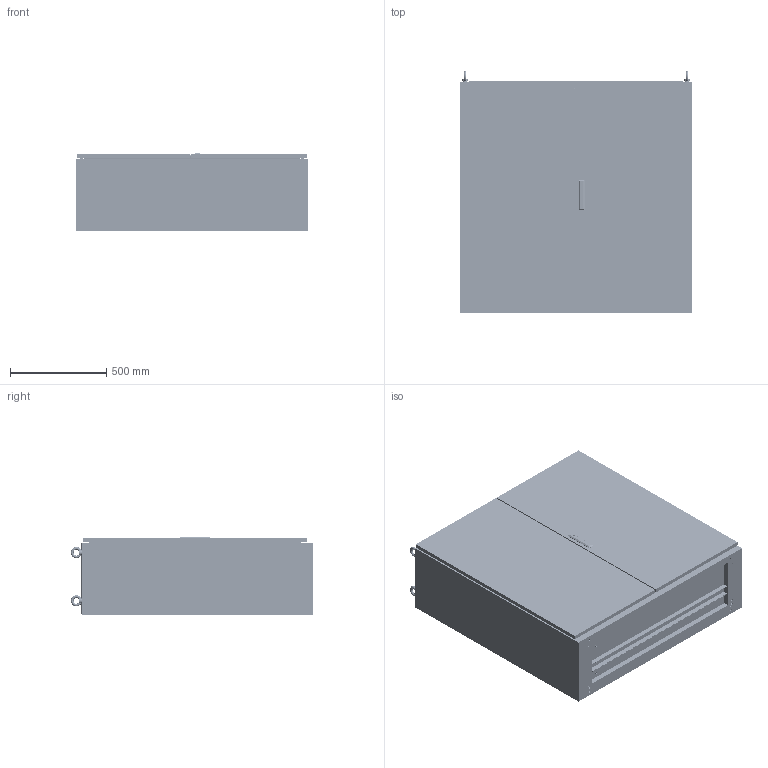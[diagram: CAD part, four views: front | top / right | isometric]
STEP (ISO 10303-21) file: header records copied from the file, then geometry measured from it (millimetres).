
FILE_DESCRIPTION (( 'STEP AP214' ), '1' );
FILE_NAME ('0390-1212-40-17.step', '2022-07-28T11:05:47', ( '' ), ( '' ), 'SwSTEP 2.0', 'SolidWorks 2019', '' );
FILE_SCHEMA (( 'AUTOMOTIVE_DESIGN' ));
Length unit declared in the file: millimetre
Products named in the file (16): Montageplatte_s_1212; rasthalterung_re_s; MontageplatteZubehoer_s; Dachplatte_ss_0390-1200-40-07; TuerGG_s_0395-1212-02-97; arretierwinkel_re_s; arretierwinkel_li_s; TuerLP_s_0395-1212-01-97; MontageplatteKPL_s_0348-1212-00-13; Korpus_ss_1212-40; MPGleitschuh_s; Tuer2_s_0395-1212-05-97; Bodenplattensatz_s_0396-1200-40-03; rasthalterung_li_s; 0390-1212-40-17; 3080-9036-03-48 Schutzleiterschraube
Assembly tree (16 placements, depth 4):
  0390-1212-40-17
    Korpus_ss_1212-40
    Tuer2_s_0395-1212-05-97
      TuerGG_s_0395-1212-02-97
      TuerLP_s_0395-1212-01-97
    Dachplatte_ss_0390-1200-40-07
    Bodenplattensatz_s_0396-1200-40-03
    MontageplatteKPL_s_0348-1212-00-13
      Montageplatte_s_1212
      MontageplatteZubehoer_s
        arretierwinkel_li_s
        arretierwinkel_re_s
        rasthalterung_li_s
        rasthalterung_re_s
        3080-9036-03-48 Schutzleiterschraube
        MPGleitschuh_s  x2
Bounding box: 1200 x 1257.99 x 407.5 mm (x, y, z)
Volume: 15653337.5 mm3; surface area: 15128552.5 mm2
Topology: 68 solids, 68 shells, 5205 faces, 13690 edges, 9037 vertices
Faces by surface type: plane 2890, cylinder 2068, cone 209, torus 24, bspline 14
Entity records: 194491 total; most frequent: CARTESIAN_POINT 30381, DIRECTION 28035, ORIENTED_EDGE 27272, EDGE_CURVE 13636, AXIS2_PLACEMENT_3D 9609, VERTEX_POINT 9003, LINE 8817, VECTOR 8817
